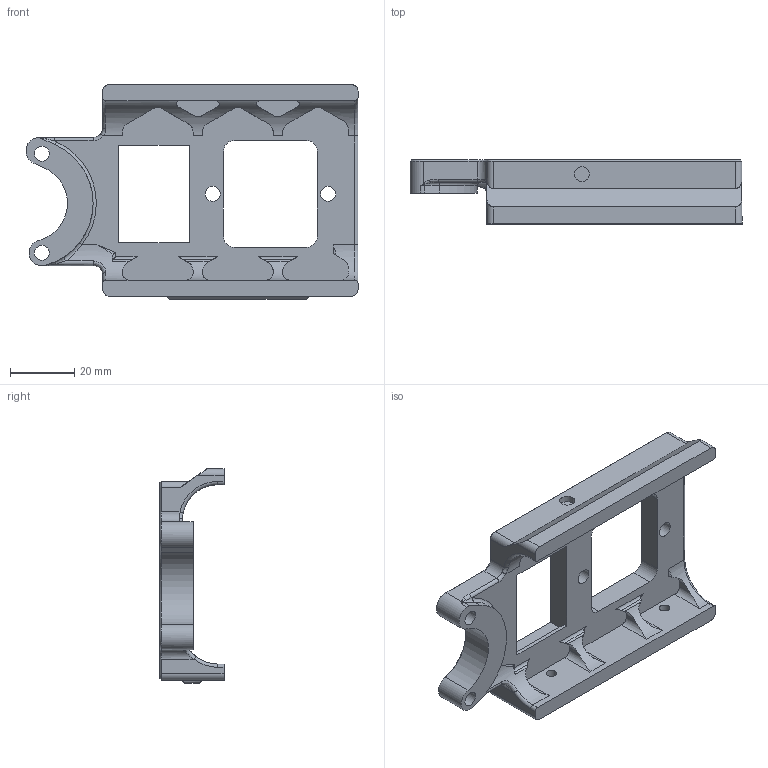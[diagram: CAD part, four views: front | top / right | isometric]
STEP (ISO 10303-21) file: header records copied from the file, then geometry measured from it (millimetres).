
FILE_DESCRIPTION(/* description */ (''),/* implementation_level */ '2;1');
FILE_NAME(/* name */ 'PlugSkirt300.stp',/* time_stamp */ '2021-10-14T20:32:47+10:00',/* author */ ('Amarpal'),/* organization */ (''),/* preprocessor_version */ 'ST-DEVELOPER v18.1',/* originating_system */ 'Autodesk Inventor 2021',/* authorisation */ '');
FILE_SCHEMA (('AUTOMOTIVE_DESIGN { 1 0 10303 214 3 1 1 }'));
Length unit declared in the file: millimetre
Products named in the file (1): PlugSkirt300
Bounding box: 103.65 x 20 x 67 mm (x, y, z)
Volume: 38920.4 mm3; surface area: 17560.2 mm2
Topology: 1 solids, 1 shells, 175 faces, 485 edges, 310 vertices
Faces by surface type: plane 75, cylinder 73, bspline 11, cone 9, torus 7
Full cylindrical faces by diameter (mm): 3.2 x2, 4.7 x5
Entity records: 6207 total; most frequent: CARTESIAN_POINT 1646, ORIENTED_EDGE 962, DIRECTION 939, EDGE_CURVE 481, AXIS2_PLACEMENT_3D 341, VERTEX_POINT 310, LINE 257, VECTOR 257
